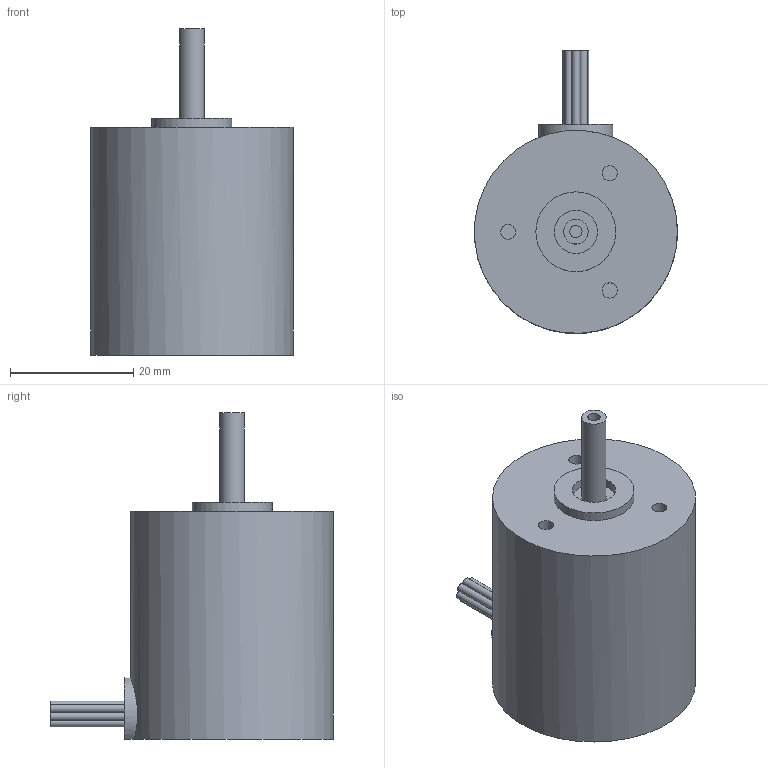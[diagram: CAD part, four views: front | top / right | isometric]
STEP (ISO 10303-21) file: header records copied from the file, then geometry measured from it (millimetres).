
FILE_DESCRIPTION( ( 'Unknown' ), '1' );
FILE_NAME( 'BR3337.stp', 'Unknown', ( 'Unknown' ), ( 'Unknown' ), 'PSStep 17.0.49', 'Unknown', ' ' );
FILE_SCHEMA( ( 'AUTOMOTIVE_DESIGN { 1 0 10303 214 1 1 1 1 }' ) );
Length unit declared in the file: millimetre
Products named in the file (1): 1
Bounding box: 32.96 x 45.99 x 53 mm (x, y, z)
Volume: 32111.4 mm3; surface area: 6586.3 mm2
Topology: 1 solids, 1 shells, 42 faces, 76 edges, 53 vertices
Faces by surface type: cylinder 22, plane 20
Full cylindrical faces by diameter (mm): 1.3 x8, 2 x1, 2.459 x6, 4 x1, 4.5 x1, 7 x2, 13 x1, 33 x1
Entity records: 1259 total; most frequent: CARTESIAN_POINT 186, DIRECTION 169, ORIENTED_EDGE 88, AXIS2_PLACEMENT_3D 83, EDGE_LOOP 80, FACE_OUTER_BOUND 63, EDGE_CURVE 44, STYLED_ITEM 42
